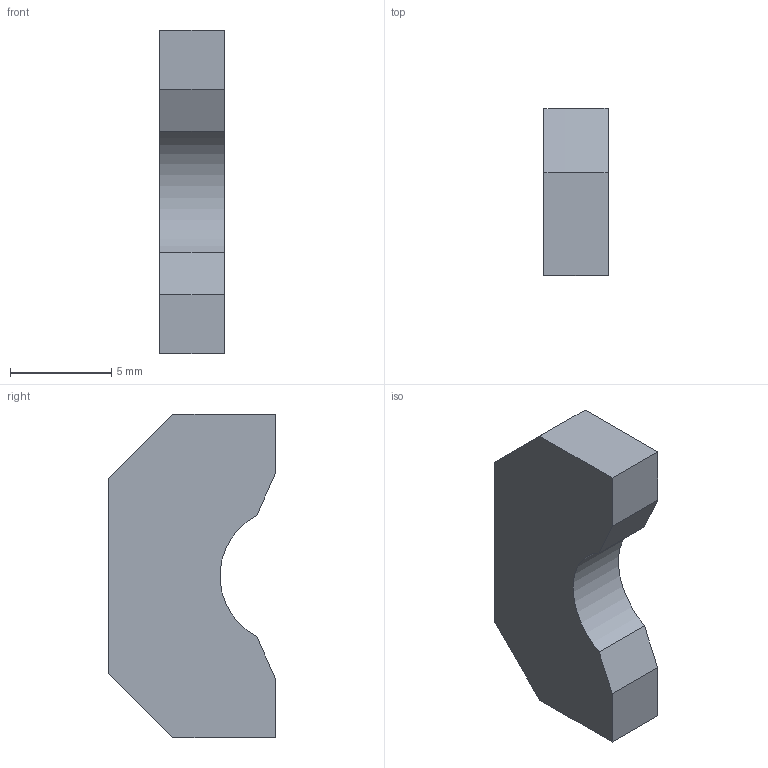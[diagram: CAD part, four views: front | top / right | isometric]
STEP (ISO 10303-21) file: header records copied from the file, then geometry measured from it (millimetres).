
FILE_DESCRIPTION (( 'STEP AP214' ), '1' );
FILE_NAME ('D1002545-v3_SIMPLIFIED RH ELEMENT STANDOFF.STEP', '2011-03-08T00:06:48', ( 'ligo' ), ( 'Microsoft' ), 'SwSTEP 2.0', 'SolidWorks 2010', '' );
FILE_SCHEMA (( 'AUTOMOTIVE_DESIGN' ));
Length unit declared in the file: inch
Products named in the file (1): D1002545-v3_SIMPLIFIED RH ELEMENT STANDOFF
Bounding box: 3.17 x 8.25 x 16 mm (x, y, z)
Volume: 338.9 mm3; surface area: 361.2 mm2
Topology: 1 solids, 1 shells, 12 faces, 30 edges, 20 vertices
Faces by surface type: plane 8, cylinder 2, cone 2
Entity records: 404 total; most frequent: CARTESIAN_POINT 75, ORIENTED_EDGE 60, DIRECTION 58, EDGE_CURVE 30, VERTEX_POINT 20, LINE 20, VECTOR 20, AXIS2_PLACEMENT_3D 19
